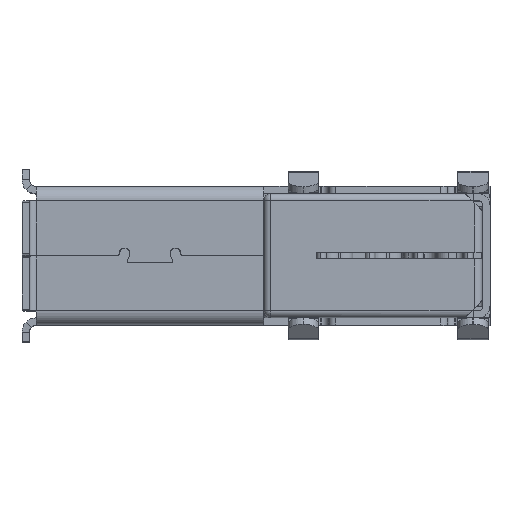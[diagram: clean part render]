
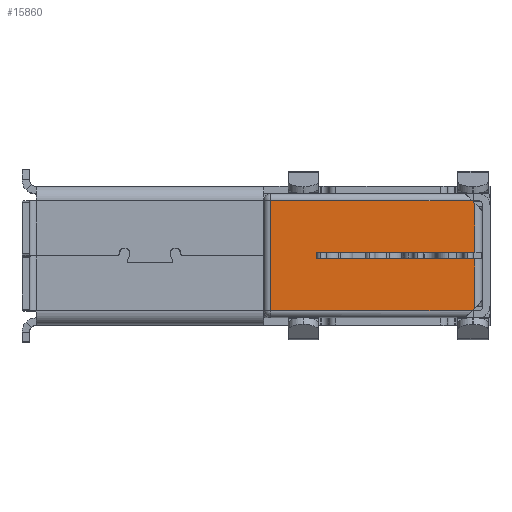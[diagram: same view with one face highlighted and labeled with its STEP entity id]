
A CAD part, top view. The second image highlights one B-rep face of the part: STEP entity #15860.
In plain terms, the highlighted planar face has unit normal (0, 0, 1).
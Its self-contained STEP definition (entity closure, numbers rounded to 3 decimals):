
#4641=ORIENTED_EDGE('',*,*,#7593,.T.);
#4642=ORIENTED_EDGE('',*,*,#7726,.F.);
#4643=ORIENTED_EDGE('',*,*,#7727,.F.);
#4644=ORIENTED_EDGE('',*,*,#7728,.F.);
#4645=ORIENTED_EDGE('',*,*,#7729,.T.);
#4646=ORIENTED_EDGE('',*,*,#7730,.T.);
#4647=ORIENTED_EDGE('',*,*,#7731,.T.);
#4648=ORIENTED_EDGE('',*,*,#7732,.T.);
#4649=ORIENTED_EDGE('',*,*,#7733,.T.);
#4650=ORIENTED_EDGE('',*,*,#7734,.T.);
#7593=EDGE_CURVE('',#9350,#9349,#10917,.T.);
#7726=EDGE_CURVE('',#9444,#9349,#11029,.T.);
#7727=EDGE_CURVE('',#9445,#9444,#11030,.T.);
#7728=EDGE_CURVE('',#9446,#9445,#11031,.T.);
#7729=EDGE_CURVE('',#9446,#9447,#11032,.T.);
#7730=EDGE_CURVE('',#9447,#9448,#11033,.F.);
#7731=EDGE_CURVE('',#9448,#9449,#11034,.T.);
#7732=EDGE_CURVE('',#9449,#9450,#11035,.F.);
#7733=EDGE_CURVE('',#9450,#9451,#11036,.F.);
#7734=EDGE_CURVE('',#9451,#9350,#11037,.T.);
#9349=VERTEX_POINT('',#27952);
#9350=VERTEX_POINT('',#27954);
#9444=VERTEX_POINT('',#28215);
#9445=VERTEX_POINT('',#28217);
#9446=VERTEX_POINT('',#28219);
#9447=VERTEX_POINT('',#28221);
#9448=VERTEX_POINT('',#28223);
#9449=VERTEX_POINT('',#28225);
#9450=VERTEX_POINT('',#28227);
#9451=VERTEX_POINT('',#28229);
#10917=LINE('',#27953,#12510);
#11029=LINE('',#28214,#12622);
#11030=LINE('',#28216,#12623);
#11031=LINE('',#28218,#12624);
#11032=LINE('',#28220,#12625);
#11033=LINE('',#28222,#12626);
#11034=LINE('',#28224,#12627);
#11035=LINE('',#28226,#12628);
#11036=LINE('',#28228,#12629);
#11037=LINE('',#28230,#12630);
#12510=VECTOR('',#22042,1000.);
#12622=VECTOR('',#22264,1000.);
#12623=VECTOR('',#22265,1000.);
#12624=VECTOR('',#22266,1000.);
#12625=VECTOR('',#22267,1000.);
#12626=VECTOR('',#22268,1000.);
#12627=VECTOR('',#22269,1000.);
#12628=VECTOR('',#22270,1000.);
#12629=VECTOR('',#22271,1000.);
#12630=VECTOR('',#22272,1000.);
#13564=EDGE_LOOP('',(#4641,#4642,#4643,#4644,#4645,#4646,#4647,#4648,#4649,
#4650));
#14485=FACE_BOUND('',#13564,.T.);
#15123=PLANE('',#18590);
#15860=ADVANCED_FACE('',(#14485),#15123,.F.);
#18590=AXIS2_PLACEMENT_3D('',#28213,#22262,#22263);
#22042=DIRECTION('',(0.,1.,0.));
#22262=DIRECTION('',(0.,0.,-1.));
#22263=DIRECTION('',(-1.,0.,0.));
#22264=DIRECTION('',(1.,0.,0.));
#22265=DIRECTION('',(0.,-1.,0.));
#22266=DIRECTION('',(-1.,0.,0.));
#22267=DIRECTION('',(0.,1.,0.));
#22268=DIRECTION('',(0.707,-0.707,0.));
#22269=DIRECTION('',(-1.,0.,0.));
#22270=DIRECTION('',(0.,1.,0.));
#22271=DIRECTION('',(-1.,0.,0.));
#22272=DIRECTION('',(0.707,0.707,0.));
#27952=CARTESIAN_POINT('',(8.035,-0.13,7.2));
#27953=CARTESIAN_POINT('',(8.035,-2.56,7.2));
#27954=CARTESIAN_POINT('',(8.035,-2.15,7.2));
#28213=CARTESIAN_POINT('',(8.325,-2.56,7.2));
#28214=CARTESIAN_POINT('',(1.505,-0.13,7.2));
#28215=CARTESIAN_POINT('',(1.505,-0.13,7.2));
#28216=CARTESIAN_POINT('',(1.505,0.13,7.2));
#28217=CARTESIAN_POINT('',(1.505,0.13,7.2));
#28218=CARTESIAN_POINT('',(8.325,0.13,7.2));
#28219=CARTESIAN_POINT('',(8.035,0.13,7.2));
#28220=CARTESIAN_POINT('',(8.035,-2.56,7.2));
#28221=CARTESIAN_POINT('',(8.035,2.15,7.2));
#28222=CARTESIAN_POINT('',(8.325,1.86,7.2));
#28223=CARTESIAN_POINT('',(7.915,2.27,7.2));
#28224=CARTESIAN_POINT('',(8.325,2.27,7.2));
#28225=CARTESIAN_POINT('',(-0.385,2.27,7.2));
#28226=CARTESIAN_POINT('',(-0.385,-2.56,7.2));
#28227=CARTESIAN_POINT('',(-0.385,-2.27,7.2));
#28228=CARTESIAN_POINT('',(7.625,-2.27,7.2));
#28229=CARTESIAN_POINT('',(7.915,-2.27,7.2));
#28230=CARTESIAN_POINT('',(7.625,-2.56,7.2));
